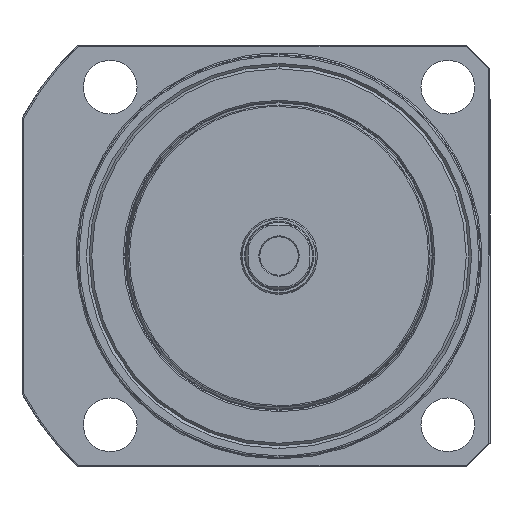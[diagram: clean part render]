
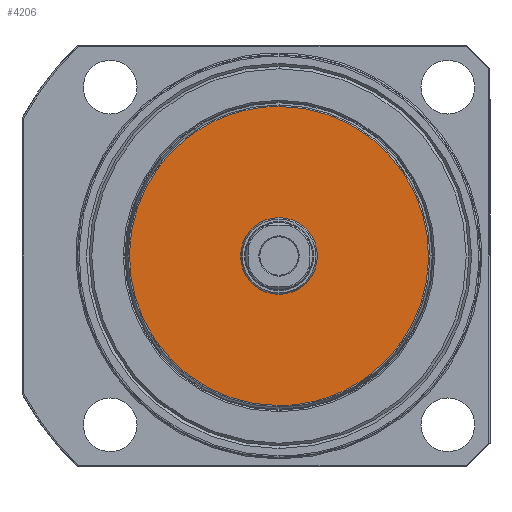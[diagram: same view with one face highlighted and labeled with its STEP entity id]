
A CAD part, front view. The second image highlights one B-rep face of the part: STEP entity #4206.
In plain terms, the highlighted planar face has unit normal (0, -1, 0).
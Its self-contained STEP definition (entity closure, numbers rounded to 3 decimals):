
#142 = CARTESIAN_POINT ( 'NONE',  ( 0., 0., -38.992 ) ) ;
#154 = CARTESIAN_POINT ( 'NONE',  ( 0., 0., 10. ) ) ;
#168 = CARTESIAN_POINT ( 'NONE',  ( 0., 0., 38.992 ) ) ;
#173 = CARTESIAN_POINT ( 'NONE',  ( 0., 0., -10. ) ) ;
#790 =( BOUNDED_CURVE ( )  B_SPLINE_CURVE ( 3, ( #8119, #8111, #8106, #8105 ),
 .UNSPECIFIED., .F., .F. ) 
 B_SPLINE_CURVE_WITH_KNOTS ( ( 4, 4 ),
 ( 0., 1. ),
 .UNSPECIFIED. ) 
 CURVE ( )  GEOMETRIC_REPRESENTATION_ITEM ( )  RATIONAL_B_SPLINE_CURVE ( ( 1., 0.333, 0.333, 1. ) ) 
 REPRESENTATION_ITEM ( '' )  );
#816 =( BOUNDED_CURVE ( )  B_SPLINE_CURVE ( 3, ( #2762, #2770, #2767, #2761 ),
 .UNSPECIFIED., .F., .F. ) 
 B_SPLINE_CURVE_WITH_KNOTS ( ( 4, 4 ),
 ( 0., 1. ),
 .UNSPECIFIED. ) 
 CURVE ( )  GEOMETRIC_REPRESENTATION_ITEM ( )  RATIONAL_B_SPLINE_CURVE ( ( 1., 0.333, 0.333, 1. ) ) 
 REPRESENTATION_ITEM ( '' )  );
#953 = ORIENTED_EDGE ( 'NONE', *, *, #4921, .F. ) ;
#954 = ORIENTED_EDGE ( 'NONE', *, *, #5006, .F. ) ;
#955 = ORIENTED_EDGE ( 'NONE', *, *, #4920, .F. ) ;
#956 = ORIENTED_EDGE ( 'NONE', *, *, #4909, .F. ) ;
#2761 = CARTESIAN_POINT ( 'NONE',  ( 0., 0., -38.992 ) ) ;
#2762 = CARTESIAN_POINT ( 'NONE',  ( 0., 0., 38.992 ) ) ;
#2763 = DIRECTION ( 'NONE',  ( 0., 0., 1. ) ) ;
#2764 = DIRECTION ( 'NONE',  ( 0., -1., 0. ) ) ;
#2766 = CARTESIAN_POINT ( 'NONE',  ( 0., 0., 0. ) ) ;
#2767 = CARTESIAN_POINT ( 'NONE',  ( 77.984, 0., -38.992 ) ) ;
#2770 = CARTESIAN_POINT ( 'NONE',  ( 77.984, 0., 38.992 ) ) ;
#2796 = DIRECTION ( 'NONE',  ( 0., 0., 1. ) ) ;
#2798 = DIRECTION ( 'NONE',  ( 0., -1., 0. ) ) ;
#2799 = CARTESIAN_POINT ( 'NONE',  ( 0., 0., 0. ) ) ;
#4206 = ADVANCED_FACE ( 'NONE', ( #6884, #6873 ), #4634, .F. ) ;
#4626 = DIRECTION ( 'NONE',  ( 0., 0., 1. ) ) ;
#4629 = DIRECTION ( 'NONE',  ( 0., 1., 0. ) ) ;
#4634 = PLANE ( 'NONE',  #7675 ) ;
#4644 = CARTESIAN_POINT ( 'NONE',  ( 39.272, 0., 0. ) ) ;
#4909 = EDGE_CURVE ( 'NONE', #7459, #7478, #6647, .T. ) ;
#4920 = EDGE_CURVE ( 'NONE', #7478, #7459, #6630, .T. ) ;
#4921 = EDGE_CURVE ( 'NONE', #7473, #7447, #816, .T. ) ;
#5006 = EDGE_CURVE ( 'NONE', #7447, #7473, #790, .T. ) ;
#6630 = CIRCLE ( 'NONE', #7797, 10. ) ;
#6647 = CIRCLE ( 'NONE', #7790, 10. ) ;
#6873 = FACE_BOUND ( 'NONE', #7208, .T. ) ;
#6884 = FACE_OUTER_BOUND ( 'NONE', #7292, .T. ) ;
#7208 = EDGE_LOOP ( 'NONE', ( #956, #955 ) ) ;
#7292 = EDGE_LOOP ( 'NONE', ( #953, #954 ) ) ;
#7447 = VERTEX_POINT ( 'NONE', #142 ) ;
#7459 = VERTEX_POINT ( 'NONE', #154 ) ;
#7473 = VERTEX_POINT ( 'NONE', #168 ) ;
#7478 = VERTEX_POINT ( 'NONE', #173 ) ;
#7675 = AXIS2_PLACEMENT_3D ( 'NONE', #4644, #4629, #4626 ) ;
#7790 = AXIS2_PLACEMENT_3D ( 'NONE', #2799, #2798, #2796 ) ;
#7797 = AXIS2_PLACEMENT_3D ( 'NONE', #2766, #2764, #2763 ) ;
#8105 = CARTESIAN_POINT ( 'NONE',  ( 0., 0., 38.992 ) ) ;
#8106 = CARTESIAN_POINT ( 'NONE',  ( -77.984, 0., 38.992 ) ) ;
#8111 = CARTESIAN_POINT ( 'NONE',  ( -77.984, 0., -38.992 ) ) ;
#8119 = CARTESIAN_POINT ( 'NONE',  ( 0., 0., -38.992 ) ) ;
